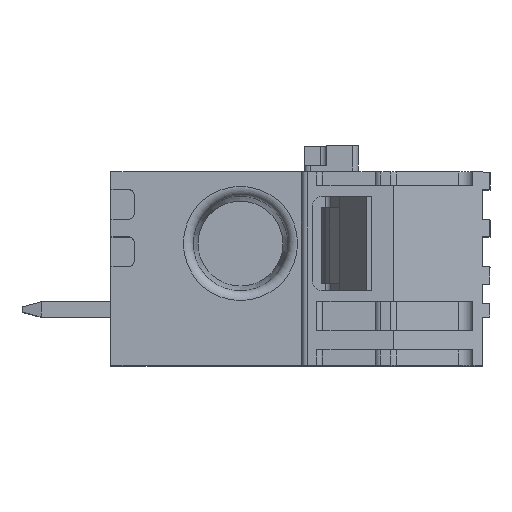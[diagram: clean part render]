
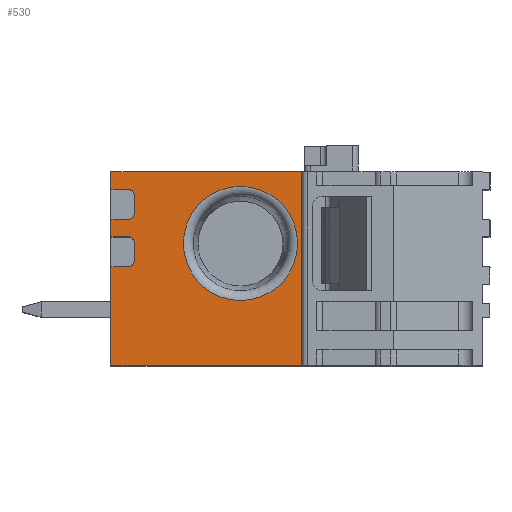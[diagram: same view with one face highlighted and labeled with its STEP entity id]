
A CAD part, top view. The second image highlights one B-rep face of the part: STEP entity #530.
In plain terms, the highlighted planar face has unit normal (0, 0, 1).
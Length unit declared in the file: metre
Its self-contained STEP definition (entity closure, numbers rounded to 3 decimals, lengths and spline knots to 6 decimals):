
#530=ADVANCED_FACE('',(#1294,#1295),#1296,.T.);
#1294=FACE_OUTER_BOUND('',#2299,.T.);
#1295=FACE_BOUND('',#2300,.T.);
#1296=PLANE('',#2301);
#2299=EDGE_LOOP('',(#3929,#3930,#3931,#3932,#3933,#3934,#3935,#3936,#3937,#3938,#3939,#3940,#3941,#3942,#3943,#3944));
#2300=EDGE_LOOP('',(#3945));
#2301=AXIS2_PLACEMENT_3D('',#3946,#3947,#3948);
#3929=ORIENTED_EDGE('',*,*,#6350,.F.);
#3930=ORIENTED_EDGE('',*,*,#6662,.T.);
#3931=ORIENTED_EDGE('',*,*,#6663,.T.);
#3932=ORIENTED_EDGE('',*,*,#6392,.F.);
#3933=ORIENTED_EDGE('',*,*,#6358,.T.);
#3934=ORIENTED_EDGE('',*,*,#6655,.T.);
#3935=ORIENTED_EDGE('',*,*,#6259,.F.);
#3936=ORIENTED_EDGE('',*,*,#6664,.F.);
#3937=ORIENTED_EDGE('',*,*,#6665,.F.);
#3938=ORIENTED_EDGE('',*,*,#6666,.T.);
#3939=ORIENTED_EDGE('',*,*,#6354,.F.);
#3940=ORIENTED_EDGE('',*,*,#6667,.F.);
#3941=ORIENTED_EDGE('',*,*,#6668,.F.);
#3942=ORIENTED_EDGE('',*,*,#6432,.F.);
#3943=ORIENTED_EDGE('',*,*,#6437,.F.);
#3944=ORIENTED_EDGE('',*,*,#6669,.F.);
#3945=ORIENTED_EDGE('',*,*,#6670,.F.);
#3946=CARTESIAN_POINT('',(0.036772,0.063733,0.051469));
#3947=DIRECTION('',(0.,0.,1.0));
#3948=DIRECTION('',(0.,-1.0,0.));
#6259=EDGE_CURVE('',#7556,#7558,#7559,.T.);
#6350=EDGE_CURVE('',#7718,#7720,#7721,.T.);
#6354=EDGE_CURVE('',#7726,#7728,#7729,.T.);
#6358=EDGE_CURVE('',#7736,#7734,#7737,.T.);
#6392=EDGE_CURVE('',#7736,#7802,#7803,.T.);
#6432=EDGE_CURVE('',#7872,#7874,#7875,.T.);
#6437=EDGE_CURVE('',#7881,#7872,#7883,.T.);
#6655=EDGE_CURVE('',#7734,#7558,#8204,.T.);
#6662=EDGE_CURVE('',#7718,#8212,#8213,.T.);
#6663=EDGE_CURVE('',#8212,#7802,#8214,.T.);
#6664=EDGE_CURVE('',#8215,#7556,#8216,.T.);
#6665=EDGE_CURVE('',#8217,#8215,#8218,.T.);
#6666=EDGE_CURVE('',#8217,#7728,#8219,.T.);
#6667=EDGE_CURVE('',#8220,#7726,#8221,.T.);
#6668=EDGE_CURVE('',#7874,#8220,#8222,.T.);
#6669=EDGE_CURVE('',#7720,#7881,#8223,.T.);
#6670=EDGE_CURVE('',#8224,#8224,#8225,.T.);
#7556=VERTEX_POINT('',#9460);
#7558=VERTEX_POINT('',#9463);
#7559=CIRCLE('',#9464,0.0003);
#7718=VERTEX_POINT('',#9679);
#7720=VERTEX_POINT('',#9682);
#7721=LINE('',#9683,#9684);
#7726=VERTEX_POINT('',#9691);
#7728=VERTEX_POINT('',#9694);
#7729=LINE('',#9695,#9696);
#7734=VERTEX_POINT('',#9703);
#7736=VERTEX_POINT('',#9706);
#7737=LINE('',#9707,#9708);
#7802=VERTEX_POINT('',#9801);
#7803=LINE('',#9802,#9803);
#7872=VERTEX_POINT('',#9895);
#7874=VERTEX_POINT('',#9898);
#7875=LINE('',#9899,#9900);
#7881=VERTEX_POINT('',#9908);
#7883=CIRCLE('',#9911,0.0003);
#8204=LINE('',#10373,#10374);
#8212=VERTEX_POINT('',#10384);
#8213=LINE('',#10385,#10386);
#8214=LINE('',#10387,#10388);
#8215=VERTEX_POINT('',#10389);
#8216=LINE('',#10390,#10391);
#8217=VERTEX_POINT('',#10392);
#8218=CIRCLE('',#10393,0.0003);
#8219=LINE('',#10394,#10395);
#8220=VERTEX_POINT('',#10396);
#8221=LINE('',#10397,#10398);
#8222=CIRCLE('',#10399,0.0003);
#8223=LINE('',#10400,#10401);
#8224=VERTEX_POINT('',#10402);
#8225=CIRCLE('',#10403,0.00295);
#9460=CARTESIAN_POINT('',(0.029722,0.071283,0.051469));
#9463=CARTESIAN_POINT('',(0.029422,0.071583,0.051469));
#9464=AXIS2_PLACEMENT_3D('',#11936,#11937,#11938);
#9679=CARTESIAN_POINT('',(0.028522,0.062483,0.051469));
#9682=CARTESIAN_POINT('',(0.028522,0.067583,0.051469));
#9683=CARTESIAN_POINT('',(0.028522,0.063733,0.051469));
#9684=VECTOR('',#12045,1.0);
#9691=CARTESIAN_POINT('',(0.028522,0.069133,0.051469));
#9694=CARTESIAN_POINT('',(0.028522,0.070033,0.051469));
#9695=CARTESIAN_POINT('',(0.028522,0.063733,0.051469));
#9696=VECTOR('',#12049,1.0);
#9703=CARTESIAN_POINT('',(0.028522,0.071583,0.051469));
#9706=CARTESIAN_POINT('',(0.028522,0.072483,0.051469));
#9707=CARTESIAN_POINT('',(0.028522,0.063733,0.051469));
#9708=VECTOR('',#12053,1.0);
#9801=CARTESIAN_POINT('',(0.038372,0.072483,0.051469));
#9802=CARTESIAN_POINT('',(0.036765,0.072483,0.051469));
#9803=VECTOR('',#12094,1.0);
#9895=CARTESIAN_POINT('',(0.029722,0.067883,0.051469));
#9898=CARTESIAN_POINT('',(0.029722,0.068833,0.051469));
#9899=CARTESIAN_POINT('',(0.029722,0.063333,0.051469));
#9900=VECTOR('',#12149,1.0);
#9908=CARTESIAN_POINT('',(0.029422,0.067583,0.051469));
#9911=AXIS2_PLACEMENT_3D('',#12153,#12154,#12155);
#10373=CARTESIAN_POINT('',(0.036772,0.071583,0.051469));
#10374=VECTOR('',#12375,1.0);
#10384=CARTESIAN_POINT('',(0.038372,0.062483,0.051469));
#10385=CARTESIAN_POINT('',(0.036772,0.062483,0.051469));
#10386=VECTOR('',#12381,1.0);
#10387=CARTESIAN_POINT('',(0.038372,0.063733,0.051469));
#10388=VECTOR('',#12382,1.0);
#10389=CARTESIAN_POINT('',(0.029722,0.070333,0.051469));
#10390=CARTESIAN_POINT('',(0.029722,0.063533,0.051469));
#10391=VECTOR('',#12383,1.0);
#10392=CARTESIAN_POINT('',(0.029422,0.070033,0.051469));
#10393=AXIS2_PLACEMENT_3D('',#12384,#12385,#12386);
#10394=CARTESIAN_POINT('',(0.036772,0.070033,0.051469));
#10395=VECTOR('',#12387,1.0);
#10396=CARTESIAN_POINT('',(0.029422,0.069133,0.051469));
#10397=CARTESIAN_POINT('',(0.036772,0.069133,0.051469));
#10398=VECTOR('',#12388,1.0);
#10399=AXIS2_PLACEMENT_3D('',#12389,#12390,#12391);
#10400=CARTESIAN_POINT('',(0.036772,0.067583,0.051469));
#10401=VECTOR('',#12392,1.0);
#10402=CARTESIAN_POINT('',(0.038168,0.068783,0.051469));
#10403=AXIS2_PLACEMENT_3D('',#12393,#12394,#12395);
#11936=CARTESIAN_POINT('',(0.029422,0.071283,0.051469));
#11937=DIRECTION('',(0.,0.,1.0));
#11938=DIRECTION('',(1.0,0.,0.));
#12045=DIRECTION('',(0.,1.0,0.));
#12049=DIRECTION('',(0.,1.0,0.));
#12053=DIRECTION('',(0.,-1.0,0.));
#12094=DIRECTION('',(1.0,0.,0.));
#12149=DIRECTION('',(0.,1.0,0.));
#12153=CARTESIAN_POINT('',(0.029422,0.067883,0.051469));
#12154=DIRECTION('',(0.,0.,1.0));
#12155=DIRECTION('',(1.0,0.,0.));
#12375=DIRECTION('',(1.0,0.,0.));
#12381=DIRECTION('',(1.0,0.,0.));
#12382=DIRECTION('',(0.,1.0,0.));
#12383=DIRECTION('',(0.,1.0,0.));
#12384=CARTESIAN_POINT('',(0.029422,0.070333,0.051469));
#12385=DIRECTION('',(0.,0.,1.0));
#12386=DIRECTION('',(1.0,0.,0.));
#12387=DIRECTION('',(-1.0,0.,0.));
#12388=DIRECTION('',(-1.,0.,0.));
#12389=CARTESIAN_POINT('',(0.029422,0.068833,0.051469));
#12390=DIRECTION('',(0.,0.,1.0));
#12391=DIRECTION('',(1.0,0.,0.));
#12392=DIRECTION('',(1.0,0.,0.));
#12393=CARTESIAN_POINT('',(0.035218,0.068783,0.051469));
#12394=DIRECTION('',(0.,0.,1.0));
#12395=DIRECTION('',(1.0,0.,0.));
